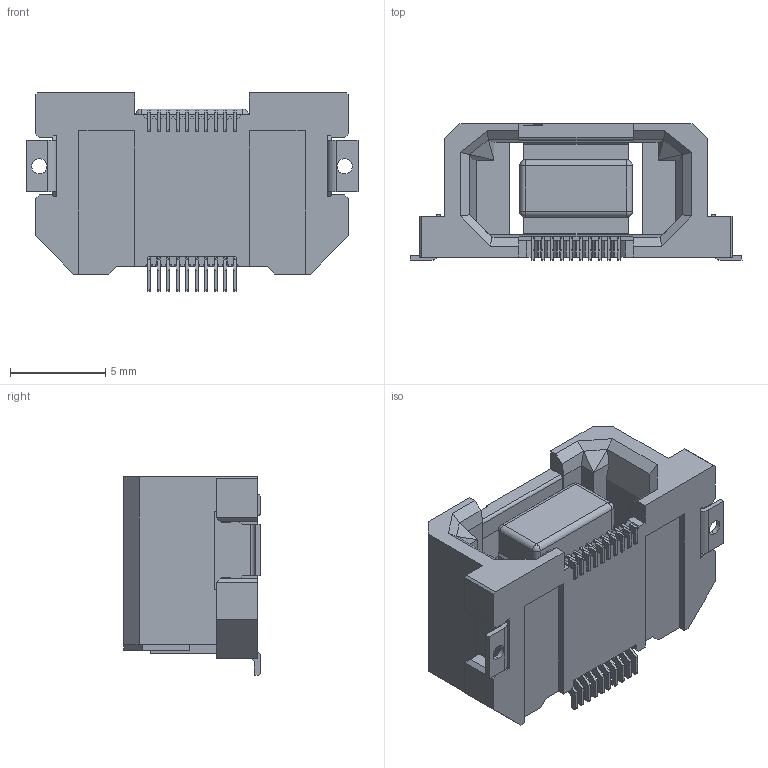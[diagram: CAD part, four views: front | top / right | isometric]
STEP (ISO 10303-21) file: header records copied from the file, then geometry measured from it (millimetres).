
FILE_DESCRIPTION(('CoCreate Modeling STEP Export'),'2;1');
FILE_NAME('FX20-20S-0.5SH_2.stp','2013-09-09T 9:28:09',(''),(''),'CoCreate Modeling STEP processor for AP214 (Solid Model)','CoCreate Modeling 17.0 01-Apr-2010 (C) Parametric Technology GmbH','');
FILE_SCHEMA(('AUTOMOTIVE_DESIGN { 1 0 10303 214 1 1 1 1 }'));
Length unit declared in the file: millimetre
Products named in the file (1): FX20-20S-0.5SH
Bounding box: 17.4 x 7.15 x 10.4 mm (x, y, z)
Volume: 588.2 mm3; surface area: 1066.1 mm2
Topology: 1 solids, 1 shells, 794 faces, 2265 edges, 1486 vertices
Faces by surface type: plane 683, cylinder 107, sphere 4
Entity records: 25599 total; most frequent: CARTESIAN_POINT 4666, ORIENTED_EDGE 4522, DIRECTION 4053, EDGE_CURVE 2261, VECTOR 2039, LINE 2039, VERTEX_POINT 1486, AXIS2_PLACEMENT_3D 1007
